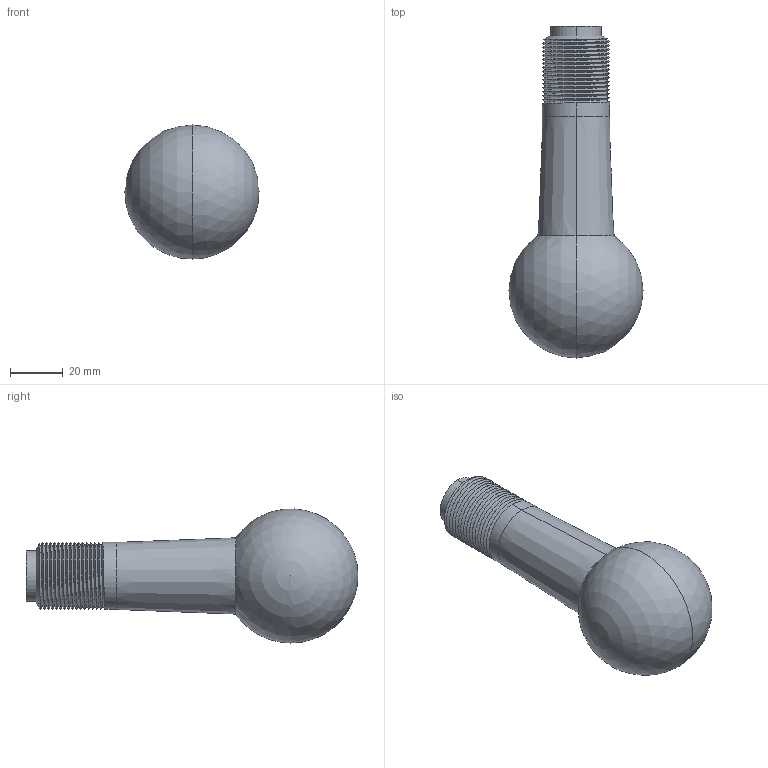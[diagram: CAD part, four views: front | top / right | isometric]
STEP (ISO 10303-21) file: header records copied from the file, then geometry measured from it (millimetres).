
FILE_DESCRIPTION (( 'STEP AP203' ), '1' );
FILE_NAME ('Tie Rod End Shaft_Default_sldprt.STEP', '2023-03-14T10:28:19', ( '' ), ( '' ), 'SwSTEP 2.0', 'SolidWorks 2021', '' );
FILE_SCHEMA (( 'CONFIG_CONTROL_DESIGN' ));
Length unit declared in the file: millimetre
Products named in the file (1): Tie Rod End Shaft_Default_sldprt
Bounding box: 50.8 x 125.73 x 50.77 mm (x, y, z)
Volume: 108467.3 mm3; surface area: 16016 mm2
Topology: 1 solids, 1 shells, 46 faces, 131 edges, 86 vertices
Faces by surface type: cylinder 35, cone 4, plane 3, sphere 2, bspline 2
Entity records: 3446 total; most frequent: CARTESIAN_POINT 2404, ORIENTED_EDGE 252, DIRECTION 158, EDGE_CURVE 126, VERTEX_POINT 83, AXIS2_PLACEMENT_3D 58, EDGE_LOOP 47, FACE_OUTER_BOUND 46
